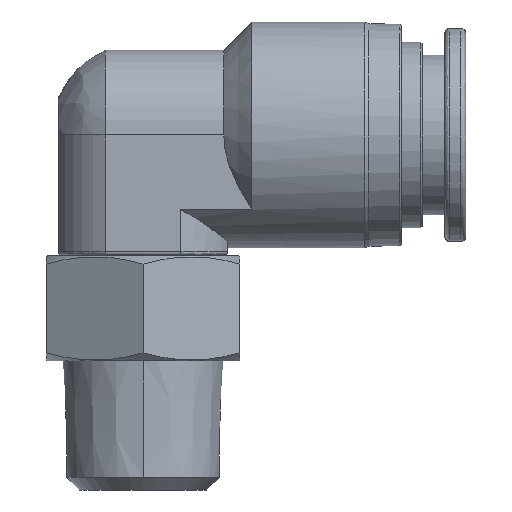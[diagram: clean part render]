
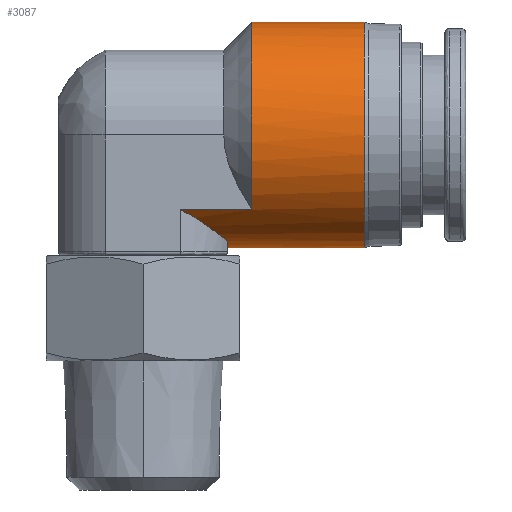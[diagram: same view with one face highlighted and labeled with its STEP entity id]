
A CAD part, front view. The second image highlights one B-rep face of the part: STEP entity #3087.
In plain terms, the highlighted cylindrical face has radius 7 mm (diameter 14 mm), a partial arc.
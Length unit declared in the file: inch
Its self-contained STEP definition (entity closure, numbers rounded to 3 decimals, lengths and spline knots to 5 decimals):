
#29 = VERTEX_POINT ( 'NONE', #3666 ) ;
#189 = EDGE_LOOP ( 'NONE', ( #2910, #2439, #1718, #2113, #3851, #2281, #3055 ) ) ;
#241 = VERTEX_POINT ( 'NONE', #3542 ) ;
#400 = CARTESIAN_POINT ( 'NONE',  ( 0., 0., -0.23622 ) ) ;
#414 = CARTESIAN_POINT ( 'NONE',  ( 0.53937, 0., 0.03937 ) ) ;
#427 = LINE ( 'NONE', #3484, #881 ) ;
#441 = VERTEX_POINT ( 'NONE', #464 ) ;
#464 = CARTESIAN_POINT ( 'NONE',  ( 0.53937, 0., -0.23622 ) ) ;
#478 = FACE_OUTER_BOUND ( 'NONE', #189, .T. ) ;
#581 = EDGE_CURVE ( 'NONE', #29, #241, #3636, .T. ) ;
#593 = CIRCLE ( 'NONE', #922, 0.27559 ) ;
#658 = DIRECTION ( 'NONE',  ( -1., 0., 0. ) ) ;
#669 = CARTESIAN_POINT ( 'NONE',  ( 0., 0., 0.31496 ) ) ;
#722 = CARTESIAN_POINT ( 'NONE',  ( 0.20669, -0.09233, -0.22029 ) ) ;
#747 = CARTESIAN_POINT ( 'NONE',  ( 0.10509, -0.201, -0.14938 ) ) ;
#843 = CARTESIAN_POINT ( 'NONE',  ( 0.26575, 0., 0.03937 ) ) ;
#848 = EDGE_CURVE ( 'NONE', #441, #4049, #3939, .T. ) ;
#881 = VECTOR ( 'NONE', #1194, 39.37008 ) ;
#882 = VERTEX_POINT ( 'NONE', #3765 ) ;
#922 = AXIS2_PLACEMENT_3D ( 'NONE', #843, #2148, #3443 ) ;
#1015 = AXIS2_PLACEMENT_3D ( 'NONE', #414, #2040, #1036 ) ;
#1036 = DIRECTION ( 'NONE',  ( 0., 0., 1. ) ) ;
#1194 = DIRECTION ( 'NONE',  ( -1., 0., 0. ) ) ;
#1271 = EDGE_CURVE ( 'NONE', #2387, #3206, #1898, .T. ) ;
#1417 = DIRECTION ( 'NONE',  ( 1., 0., 0. ) ) ;
#1431 = DIRECTION ( 'NONE',  ( 0., 0., 1. ) ) ;
#1438 = CARTESIAN_POINT ( 'NONE',  ( 0.13908, -0.17913, -0.17032 ) ) ;
#1448 = CARTESIAN_POINT ( 'NONE',  ( 0.17781, -0.14079, -0.19789 ) ) ;
#1519 = EDGE_CURVE ( 'NONE', #3206, #4049, #2180, .T. ) ;
#1643 = EDGE_CURVE ( 'NONE', #241, #882, #593, .T. ) ;
#1718 = ORIENTED_EDGE ( 'NONE', *, *, #581, .T. ) ;
#1777 = CARTESIAN_POINT ( 'NONE',  ( 0.14946, -0.17057, -0.17741 ) ) ;
#1783 = CARTESIAN_POINT ( 'NONE',  ( 0.20669, 0., 0.03937 ) ) ;
#1898 = B_SPLINE_CURVE_WITH_KNOTS ( 'NONE', 3,
 ( #3410, #747, #3751, #1438, #1777, #3395, #1448, #4069, #3720, #4033 ),
 .UNSPECIFIED., .F., .F.,
 ( 4, 2, 2, 2, 4 ),
 ( 0., 0.00116, 0.00231, 0.00347, 0.00462 ),
 .UNSPECIFIED. ) ;
#1961 = CARTESIAN_POINT ( 'NONE',  ( 0., 0., 0.03937 ) ) ;
#2040 = DIRECTION ( 'NONE',  ( -1., 0., 0. ) ) ;
#2113 = ORIENTED_EDGE ( 'NONE', *, *, #1643, .T. ) ;
#2148 = DIRECTION ( 'NONE',  ( 1., 0., 0. ) ) ;
#2180 = CIRCLE ( 'NONE', #3490, 0.27559 ) ;
#2273 = AXIS2_PLACEMENT_3D ( 'NONE', #1961, #2289, #4244 ) ;
#2281 = ORIENTED_EDGE ( 'NONE', *, *, #1271, .T. ) ;
#2289 = DIRECTION ( 'NONE',  ( -1., 0., 0. ) ) ;
#2387 = VERTEX_POINT ( 'NONE', #3757 ) ;
#2439 = ORIENTED_EDGE ( 'NONE', *, *, #4243, .T. ) ;
#2910 = ORIENTED_EDGE ( 'NONE', *, *, #848, .F. ) ;
#3055 = ORIENTED_EDGE ( 'NONE', *, *, #1519, .T. ) ;
#3087 = ADVANCED_FACE ( 'NONE', ( #478 ), #3350, .T. ) ;
#3139 = CIRCLE ( 'NONE', #1015, 0.27559 ) ;
#3206 = VERTEX_POINT ( 'NONE', #722 ) ;
#3214 = VECTOR ( 'NONE', #3681, 39.37008 ) ;
#3323 = VECTOR ( 'NONE', #658, 39.37008 ) ;
#3350 = CYLINDRICAL_SURFACE ( 'NONE', #2273, 0.27559 ) ;
#3395 = CARTESIAN_POINT ( 'NONE',  ( 0.16894, -0.15131, -0.19128 ) ) ;
#3410 = CARTESIAN_POINT ( 'NONE',  ( 0.09233, -0.20669, -0.14292 ) ) ;
#3440 = EDGE_CURVE ( 'NONE', #882, #2387, #427, .T. ) ;
#3443 = DIRECTION ( 'NONE',  ( 0., 0., 1. ) ) ;
#3484 = CARTESIAN_POINT ( 'NONE',  ( 0., -0.20669, -0.14292 ) ) ;
#3490 = AXIS2_PLACEMENT_3D ( 'NONE', #1783, #1417, #1431 ) ;
#3542 = CARTESIAN_POINT ( 'NONE',  ( 0.26575, 0., 0.31496 ) ) ;
#3636 = LINE ( 'NONE', #669, #3323 ) ;
#3666 = CARTESIAN_POINT ( 'NONE',  ( 0.53937, 0., 0.31496 ) ) ;
#3681 = DIRECTION ( 'NONE',  ( -1., 0., 0. ) ) ;
#3720 = CARTESIAN_POINT ( 'NONE',  ( 0.20071, -0.10573, -0.21553 ) ) ;
#3751 = CARTESIAN_POINT ( 'NONE',  ( 0.11688, -0.19434, -0.15631 ) ) ;
#3757 = CARTESIAN_POINT ( 'NONE',  ( 0.09233, -0.20669, -0.14292 ) ) ;
#3765 = CARTESIAN_POINT ( 'NONE',  ( 0.26575, -0.20669, -0.14292 ) ) ;
#3851 = ORIENTED_EDGE ( 'NONE', *, *, #3440, .T. ) ;
#3880 = CARTESIAN_POINT ( 'NONE',  ( 0.20669, 0., -0.23622 ) ) ;
#3939 = LINE ( 'NONE', #400, #3214 ) ;
#4033 = CARTESIAN_POINT ( 'NONE',  ( 0.20669, -0.09233, -0.22029 ) ) ;
#4049 = VERTEX_POINT ( 'NONE', #3880 ) ;
#4069 = CARTESIAN_POINT ( 'NONE',  ( 0.19368, -0.11801, -0.21001 ) ) ;
#4243 = EDGE_CURVE ( 'NONE', #441, #29, #3139, .T. ) ;
#4244 = DIRECTION ( 'NONE',  ( 0., 0., 1. ) ) ;
